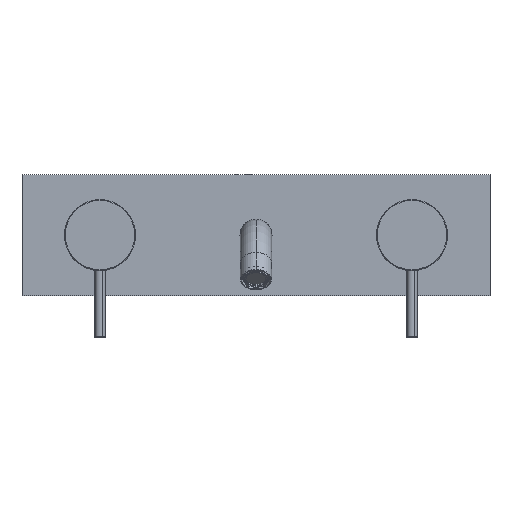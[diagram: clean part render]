
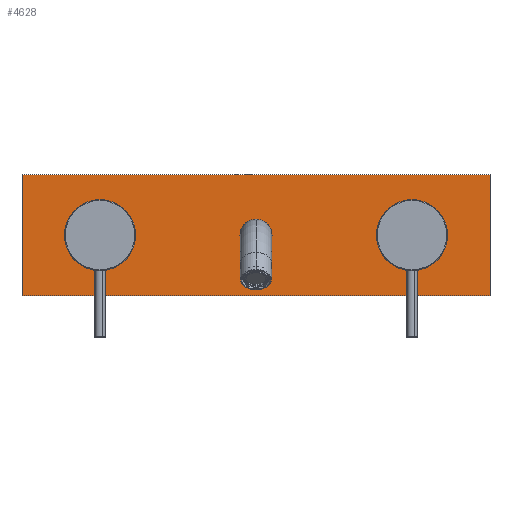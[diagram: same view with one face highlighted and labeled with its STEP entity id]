
A CAD part, top view. The second image highlights one B-rep face of the part: STEP entity #4628.
In plain terms, the highlighted face is planar.
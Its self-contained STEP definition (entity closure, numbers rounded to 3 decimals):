
#170 = CIRCLE ( 'NONE', #9765, 20.25 ) ;
#276 = LINE ( 'NONE', #14350, #7017 ) ;
#374 = LINE ( 'NONE', #2873, #7314 ) ;
#655 = VERTEX_POINT ( 'NONE', #13935 ) ;
#1137 = CARTESIAN_POINT ( 'NONE',  ( 90., 2., 20.25 ) ) ;
#1513 = EDGE_CURVE ( 'NONE', #1772, #12977, #15537, .T. ) ;
#1652 = DIRECTION ( 'NONE',  ( 0., 0., 1. ) ) ;
#1772 = VERTEX_POINT ( 'NONE', #3881 ) ;
#1822 = FACE_BOUND ( 'NONE', #2117, .T. ) ;
#2117 = EDGE_LOOP ( 'NONE', ( #9082, #2874 ) ) ;
#2318 = EDGE_CURVE ( 'NONE', #4110, #655, #10202, .T. ) ;
#2416 = ORIENTED_EDGE ( 'NONE', *, *, #16002, .T. ) ;
#2744 = DIRECTION ( 'NONE',  ( 0., 0., 1. ) ) ;
#2850 = LINE ( 'NONE', #10114, #4677 ) ;
#2873 = CARTESIAN_POINT ( 'NONE',  ( 135., 2., -35. ) ) ;
#2874 = ORIENTED_EDGE ( 'NONE', *, *, #8470, .F. ) ;
#2902 = ORIENTED_EDGE ( 'NONE', *, *, #11267, .T. ) ;
#2993 = AXIS2_PLACEMENT_3D ( 'NONE', #14867, #13687, #7267 ) ;
#3042 = VERTEX_POINT ( 'NONE', #13051 ) ;
#3241 = VERTEX_POINT ( 'NONE', #8271 ) ;
#3628 = CIRCLE ( 'NONE', #8978, 20.25 ) ;
#3672 = VERTEX_POINT ( 'NONE', #4241 ) ;
#3881 = CARTESIAN_POINT ( 'NONE',  ( 0., 2., 9.25 ) ) ;
#4110 = VERTEX_POINT ( 'NONE', #1137 ) ;
#4241 = CARTESIAN_POINT ( 'NONE',  ( 135., 2., -35. ) ) ;
#4628 = ADVANCED_FACE ( 'NONE', ( #10588, #15664, #1822, #6894 ), #12008, .T. ) ;
#4677 = VECTOR ( 'NONE', #6667, 1000. ) ;
#4917 = ORIENTED_EDGE ( 'NONE', *, *, #16363, .F. ) ;
#5272 = AXIS2_PLACEMENT_3D ( 'NONE', #8322, #10738, #15817 ) ;
#5356 = CARTESIAN_POINT ( 'NONE',  ( 90., 2., 0. ) ) ;
#5442 = DIRECTION ( 'NONE',  ( 0., 1., 0. ) ) ;
#5563 = CARTESIAN_POINT ( 'NONE',  ( -90., 2., 0. ) ) ;
#5752 = AXIS2_PLACEMENT_3D ( 'NONE', #5563, #13309, #15729 ) ;
#6123 = CARTESIAN_POINT ( 'NONE',  ( 135., 2., 35. ) ) ;
#6576 = ORIENTED_EDGE ( 'NONE', *, *, #11185, .T. ) ;
#6588 = DIRECTION ( 'NONE',  ( 0., 1., 0. ) ) ;
#6660 = CARTESIAN_POINT ( 'NONE',  ( -90., 2., 0. ) ) ;
#6667 = DIRECTION ( 'NONE',  ( 1., 0., 0. ) ) ;
#6894 = FACE_OUTER_BOUND ( 'NONE', #15702, .T. ) ;
#7017 = VECTOR ( 'NONE', #15441, 1000. ) ;
#7267 = DIRECTION ( 'NONE',  ( 0., 0., 1. ) ) ;
#7314 = VECTOR ( 'NONE', #14123, 1000. ) ;
#7516 = ORIENTED_EDGE ( 'NONE', *, *, #1513, .F. ) ;
#7541 = LINE ( 'NONE', #6123, #7921 ) ;
#7921 = VECTOR ( 'NONE', #13965, 1000. ) ;
#8176 = CIRCLE ( 'NONE', #5752, 20.25 ) ;
#8271 = CARTESIAN_POINT ( 'NONE',  ( -90., 2., -20.25 ) ) ;
#8322 = CARTESIAN_POINT ( 'NONE',  ( 0., 2., 0. ) ) ;
#8470 = EDGE_CURVE ( 'NONE', #655, #4110, #170, .T. ) ;
#8612 = CARTESIAN_POINT ( 'NONE',  ( 135., 2., 35. ) ) ;
#8790 = VERTEX_POINT ( 'NONE', #15177 ) ;
#8916 = EDGE_CURVE ( 'NONE', #3241, #3042, #3628, .T. ) ;
#8978 = AXIS2_PLACEMENT_3D ( 'NONE', #6660, #6588, #12088 ) ;
#9082 = ORIENTED_EDGE ( 'NONE', *, *, #2318, .F. ) ;
#9095 = CARTESIAN_POINT ( 'NONE',  ( 0., 2., 0. ) ) ;
#9423 = CIRCLE ( 'NONE', #14746, 9.25 ) ;
#9541 = DIRECTION ( 'NONE',  ( 0., 0., 1. ) ) ;
#9765 = AXIS2_PLACEMENT_3D ( 'NONE', #5356, #5442, #9541 ) ;
#10114 = CARTESIAN_POINT ( 'NONE',  ( 135., 2., 35. ) ) ;
#10202 = CIRCLE ( 'NONE', #2993, 20.25 ) ;
#10347 = EDGE_LOOP ( 'NONE', ( #7516, #4917 ) ) ;
#10588 = FACE_BOUND ( 'NONE', #10347, .T. ) ;
#10738 = DIRECTION ( 'NONE',  ( 0., 1., 0. ) ) ;
#10929 = ORIENTED_EDGE ( 'NONE', *, *, #8916, .F. ) ;
#11185 = EDGE_CURVE ( 'NONE', #13678, #3672, #7541, .T. ) ;
#11267 = EDGE_CURVE ( 'NONE', #3672, #8790, #374, .T. ) ;
#11550 = EDGE_LOOP ( 'NONE', ( #16267, #10929 ) ) ;
#11627 = CARTESIAN_POINT ( 'NONE',  ( -135., 2., 35. ) ) ;
#11739 = EDGE_CURVE ( 'NONE', #14676, #13678, #2850, .T. ) ;
#12008 = PLANE ( 'NONE',  #5272 ) ;
#12088 = DIRECTION ( 'NONE',  ( 0., 0., 1. ) ) ;
#12977 = VERTEX_POINT ( 'NONE', #14384 ) ;
#13051 = CARTESIAN_POINT ( 'NONE',  ( -90., 2., 20.25 ) ) ;
#13087 = EDGE_CURVE ( 'NONE', #3042, #3241, #8176, .T. ) ;
#13309 = DIRECTION ( 'NONE',  ( 0., 1., 0. ) ) ;
#13678 = VERTEX_POINT ( 'NONE', #8612 ) ;
#13687 = DIRECTION ( 'NONE',  ( 0., 1., 0. ) ) ;
#13935 = CARTESIAN_POINT ( 'NONE',  ( 90., 2., -20.25 ) ) ;
#13965 = DIRECTION ( 'NONE',  ( 0., 0., -1. ) ) ;
#14123 = DIRECTION ( 'NONE',  ( -1., 0., 0. ) ) ;
#14199 = AXIS2_PLACEMENT_3D ( 'NONE', #15823, #14649, #1652 ) ;
#14350 = CARTESIAN_POINT ( 'NONE',  ( -135., 2., 35. ) ) ;
#14384 = CARTESIAN_POINT ( 'NONE',  ( 0., 2., -9.25 ) ) ;
#14649 = DIRECTION ( 'NONE',  ( 0., 1., 0. ) ) ;
#14676 = VERTEX_POINT ( 'NONE', #11627 ) ;
#14746 = AXIS2_PLACEMENT_3D ( 'NONE', #9095, #15173, #2744 ) ;
#14867 = CARTESIAN_POINT ( 'NONE',  ( 90., 2., 0. ) ) ;
#15173 = DIRECTION ( 'NONE',  ( 0., 1., 0. ) ) ;
#15177 = CARTESIAN_POINT ( 'NONE',  ( -135., 2., -35. ) ) ;
#15441 = DIRECTION ( 'NONE',  ( 0., 0., 1. ) ) ;
#15537 = CIRCLE ( 'NONE', #14199, 9.25 ) ;
#15664 = FACE_BOUND ( 'NONE', #11550, .T. ) ;
#15702 = EDGE_LOOP ( 'NONE', ( #2416, #16037, #6576, #2902 ) ) ;
#15729 = DIRECTION ( 'NONE',  ( 0., 0., 1. ) ) ;
#15817 = DIRECTION ( 'NONE',  ( 1., 0., 0. ) ) ;
#15823 = CARTESIAN_POINT ( 'NONE',  ( 0., 2., 0. ) ) ;
#16002 = EDGE_CURVE ( 'NONE', #8790, #14676, #276, .T. ) ;
#16037 = ORIENTED_EDGE ( 'NONE', *, *, #11739, .T. ) ;
#16267 = ORIENTED_EDGE ( 'NONE', *, *, #13087, .F. ) ;
#16363 = EDGE_CURVE ( 'NONE', #12977, #1772, #9423, .T. ) ;
